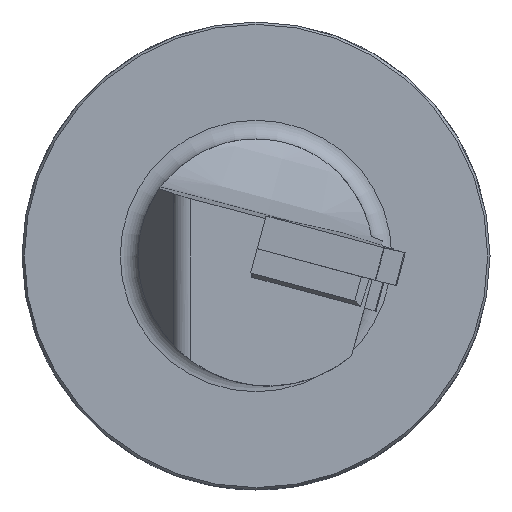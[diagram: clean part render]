
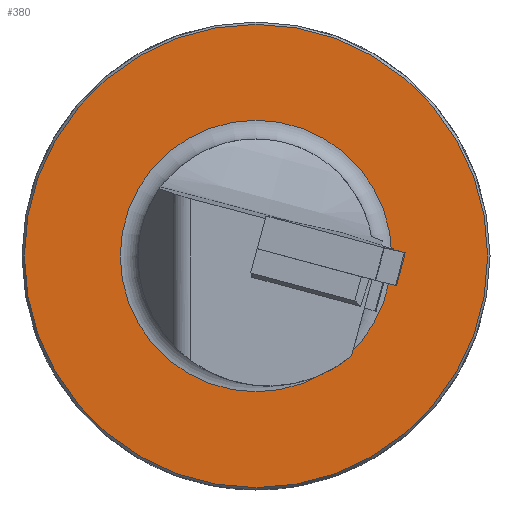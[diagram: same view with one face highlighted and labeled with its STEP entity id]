
A CAD part, left-side view. The second image highlights one B-rep face of the part: STEP entity #380.
In plain terms, the highlighted planar face has unit normal (-1, 0, 0).
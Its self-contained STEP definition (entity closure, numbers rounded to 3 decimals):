
#380=ADVANCED_FACE('',(#518,#519),#436,.T.);
#436=PLANE('',#1333);
#518=FACE_BOUND('',#575,.T.);
#519=FACE_BOUND('',#576,.T.);
#575=EDGE_LOOP('',(#767));
#576=EDGE_LOOP('',(#768));
#767=ORIENTED_EDGE('',*,*,#1155,.F.);
#768=ORIENTED_EDGE('',*,*,#1098,.T.);
#977=VERTEX_POINT('',#1865);
#1019=VERTEX_POINT('',#2429);
#1098=EDGE_CURVE('',#977,#977,#1239,.T.);
#1155=EDGE_CURVE('',#1019,#1019,#1246,.T.);
#1239=CIRCLE('',#1289,24.75);
#1246=CIRCLE('',#1332,14.5);
#1289=AXIS2_PLACEMENT_3D('',#1864,#1432,#1433);
#1332=AXIS2_PLACEMENT_3D('',#2428,#1542,#1543);
#1333=AXIS2_PLACEMENT_3D('',#2430,#1544,#1545);
#1432=DIRECTION('',(-1.,0.,0.));
#1433=DIRECTION('',(0.,0.,1.));
#1542=DIRECTION('',(-1.,0.,0.));
#1543=DIRECTION('',(0.,0.,-1.));
#1544=DIRECTION('',(-1.,0.,0.));
#1545=DIRECTION('',(0.,0.,1.));
#1864=CARTESIAN_POINT('',(50.,0.,0.));
#1865=CARTESIAN_POINT('',(50.,0.,24.75));
#2428=CARTESIAN_POINT('',(50.,0.,0.));
#2429=CARTESIAN_POINT('',(50.,0.,-14.5));
#2430=CARTESIAN_POINT('',(50.,147.689,0.));
